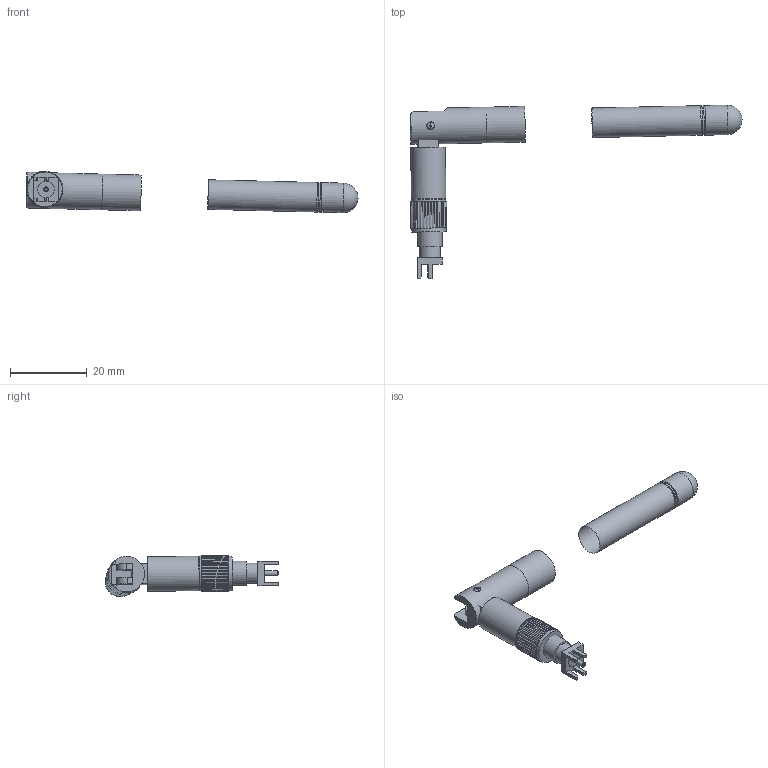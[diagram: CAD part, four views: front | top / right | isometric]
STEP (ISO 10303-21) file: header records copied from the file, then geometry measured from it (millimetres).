
FILE_DESCRIPTION(/* description */ (''),/* implementation_level */ '2;1');
FILE_NAME(/* name */ 'SMA-J-P-H-ST-EM1 v4.step',/* time_stamp */ '2021-08-29T22:28:56-05:00',/* author */ (''),/* organization */ (''),/* preprocessor_version */ 'ST-DEVELOPER v18.1',/* originating_system */ 'Autodesk Translation Framework v10.10.0.1391',/* authorisation */ '');
FILE_SCHEMA (('AUTOMOTIVE_DESIGN { 1 0 10303 214 3 1 1 }'));
Length unit declared in the file: millimetre
Products named in the file (1): SMA-J-P-H-ST-EM1
Bounding box: 86.36 x 45.19 x 10.78 mm (x, y, z)
Volume: 6204.9 mm3; surface area: 4269 mm2
Topology: 6 solids, 6 shells, 232 faces, 496 edges, 328 vertices
Faces by surface type: plane 134, cylinder 73, bspline 16, torus 5, cone 3, sphere 1
Full cylindrical faces by diameter (mm): 0.92 x1, 1.27 x2, 2 x6, 4.1 x1, 4.25 x1, 4.63 x1, 5.35 x2, 5.4 x1, 5.8 x6, 6.33 x1, 7.1 x2, 7.7 x3, 9 x2, 9.3 x2
Entity records: 6720 total; most frequent: CARTESIAN_POINT 1458, DIRECTION 1165, ORIENTED_EDGE 990, EDGE_CURVE 495, AXIS2_PLACEMENT_3D 477, VERTEX_POINT 328, EDGE_LOOP 293, CIRCLE 260
